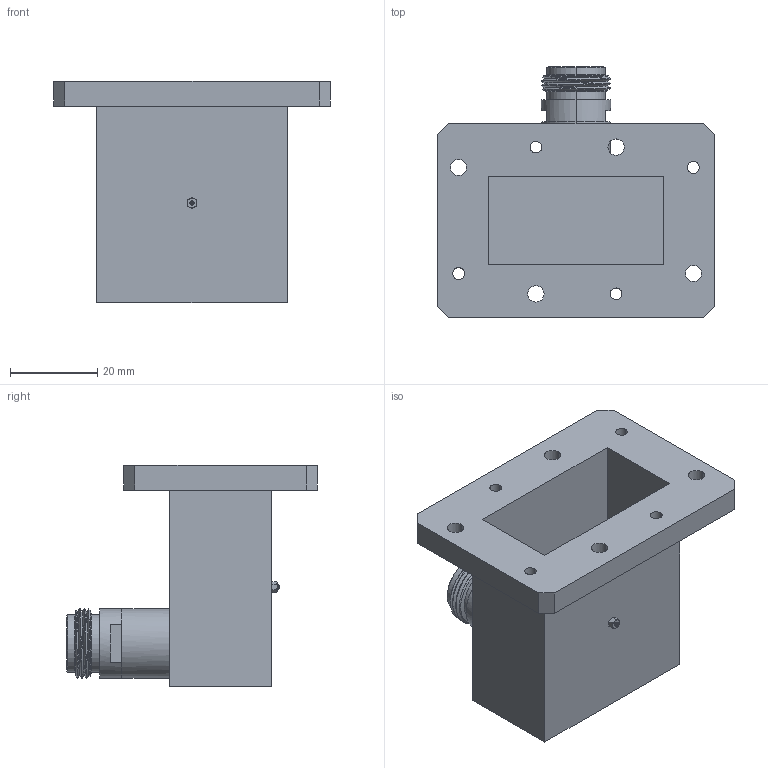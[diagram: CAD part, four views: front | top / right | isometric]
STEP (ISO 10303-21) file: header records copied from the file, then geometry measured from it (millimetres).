
FILE_DESCRIPTION (( 'STEP AP214' ), '1' );
FILE_NAME ('PEWCA1053.step', '2021-05-20T17:08:00', ( '' ), ( '' ), 'SwSTEP 2.0', 'SolidWorks 2020', '' );
FILE_SCHEMA (( 'AUTOMOTIVE_DESIGN' ));
Length unit declared in the file: inch
Products named in the file (3): PEWCA1052; N FEMALE-SOLID; PEWCA1053
Assembly tree (2 placements, depth 2):
  PEWCA1053
    PEWCA1052
    N FEMALE-SOLID
Bounding box: 63.5 x 57.59 x 50.8 mm (x, y, z)
Volume: 25831.2 mm3; surface area: 21442.3 mm2
Topology: 4 solids, 4 shells, 107 faces, 255 edges, 161 vertices
Faces by surface type: plane 41, cylinder 40, cone 23, bspline 3
Entity records: 4047 total; most frequent: CARTESIAN_POINT 1411, DIRECTION 524, ORIENTED_EDGE 510, EDGE_CURVE 255, AXIS2_PLACEMENT_3D 201, VERTEX_POINT 161, EDGE_LOOP 132, LINE 122
